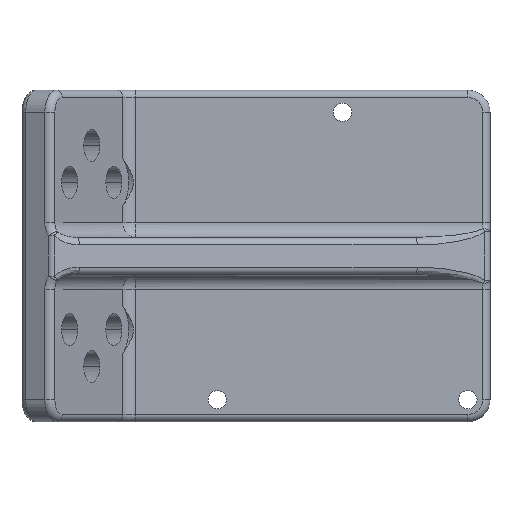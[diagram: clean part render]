
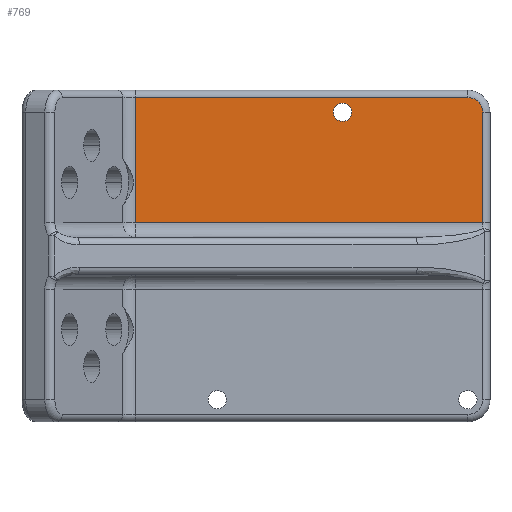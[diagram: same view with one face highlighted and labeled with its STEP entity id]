
A CAD part, front view. The second image highlights one B-rep face of the part: STEP entity #769.
In plain terms, the highlighted planar face has unit normal (0, -1, 0).
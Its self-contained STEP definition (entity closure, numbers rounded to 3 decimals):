
#27 = VERTEX_POINT ( 'NONE', #733 ) ;
#51 = VECTOR ( 'NONE', #1544, 1000. ) ;
#155 = DIRECTION ( 'NONE',  ( 0., 0., 1. ) ) ;
#170 = LINE ( 'NONE', #1941, #2324 ) ;
#286 = DIRECTION ( 'NONE',  ( 0., 0., 1. ) ) ;
#290 = DIRECTION ( 'NONE',  ( 0., 1., 0. ) ) ;
#321 = AXIS2_PLACEMENT_3D ( 'NONE', #2750, #1002, #286 ) ;
#367 = CIRCLE ( 'NONE', #1722, 2. ) ;
#503 = CARTESIAN_POINT ( 'NONE',  ( 58.434, -102.355, -10.5 ) ) ;
#543 = DIRECTION ( 'NONE',  ( 0., 1., 0. ) ) ;
#571 = VERTEX_POINT ( 'NONE', #1789 ) ;
#649 = EDGE_LOOP ( 'NONE', ( #1401, #1321, #919, #2428, #2817 ) ) ;
#652 = LINE ( 'NONE', #1936, #1119 ) ;
#681 = VERTEX_POINT ( 'NONE', #1879 ) ;
#733 = CARTESIAN_POINT ( 'NONE',  ( 77.434, -102.355, -10.5 ) ) ;
#756 = DIRECTION ( 'NONE',  ( 0., 0., 1. ) ) ;
#769 = ADVANCED_FACE ( 'NONE', ( #1004, #1210 ), #2099, .F. ) ;
#770 = CARTESIAN_POINT ( 'NONE',  ( -399956.894, -102.355, -7.5 ) ) ;
#864 = EDGE_CURVE ( 'NONE', #2708, #1247, #1700, .T. ) ;
#919 = ORIENTED_EDGE ( 'NONE', *, *, #1613, .T. ) ;
#1002 = DIRECTION ( 'NONE',  ( 0., 1., 0. ) ) ;
#1004 = FACE_BOUND ( 'NONE', #1706, .T. ) ;
#1049 = EDGE_CURVE ( 'NONE', #2855, #2708, #652, .T. ) ;
#1077 = CARTESIAN_POINT ( 'NONE',  ( 30.351, -102.355, -7.5 ) ) ;
#1119 = VECTOR ( 'NONE', #1695, 1000. ) ;
#1139 = CARTESIAN_POINT ( 'NONE',  ( 77.434, -102.355, -25.5 ) ) ;
#1204 = CARTESIAN_POINT ( 'NONE',  ( 78.434, -102.355, -25.5 ) ) ;
#1210 = FACE_OUTER_BOUND ( 'NONE', #649, .T. ) ;
#1247 = VERTEX_POINT ( 'NONE', #2429 ) ;
#1321 = ORIENTED_EDGE ( 'NONE', *, *, #1920, .T. ) ;
#1343 = AXIS2_PLACEMENT_3D ( 'NONE', #503, #290, #1393 ) ;
#1393 = DIRECTION ( 'NONE',  ( 0., 0., 1. ) ) ;
#1401 = ORIENTED_EDGE ( 'NONE', *, *, #1678, .T. ) ;
#1449 = CARTESIAN_POINT ( 'NONE',  ( 75.434, -102.355, -8.5 ) ) ;
#1478 = CIRCLE ( 'NONE', #1343, 1.25 ) ;
#1544 = DIRECTION ( 'NONE',  ( 0., 0., -1. ) ) ;
#1580 = CIRCLE ( 'NONE', #321, 1.25 ) ;
#1613 = EDGE_CURVE ( 'NONE', #27, #2855, #367, .T. ) ;
#1664 = EDGE_CURVE ( 'NONE', #681, #571, #1580, .T. ) ;
#1678 = EDGE_CURVE ( 'NONE', #1247, #2537, #2342, .T. ) ;
#1695 = DIRECTION ( 'NONE',  ( -1., 0., 0. ) ) ;
#1700 = LINE ( 'NONE', #1077, #51 ) ;
#1706 = EDGE_LOOP ( 'NONE', ( #2173, #2473 ) ) ;
#1722 = AXIS2_PLACEMENT_3D ( 'NONE', #2774, #2124, #756 ) ;
#1789 = CARTESIAN_POINT ( 'NONE',  ( 58.434, -102.355, -11.75 ) ) ;
#1864 = AXIS2_PLACEMENT_3D ( 'NONE', #770, #543, #1896 ) ;
#1879 = CARTESIAN_POINT ( 'NONE',  ( 58.434, -102.355, -9.25 ) ) ;
#1896 = DIRECTION ( 'NONE',  ( 0., 0., 1. ) ) ;
#1920 = EDGE_CURVE ( 'NONE', #2537, #27, #170, .T. ) ;
#1936 = CARTESIAN_POINT ( 'NONE',  ( -399956.894, -102.355, -8.5 ) ) ;
#1941 = CARTESIAN_POINT ( 'NONE',  ( 77.434, -102.355, -10.5 ) ) ;
#2099 = PLANE ( 'NONE',  #1864 ) ;
#2124 = DIRECTION ( 'NONE',  ( 0., -1., 0. ) ) ;
#2173 = ORIENTED_EDGE ( 'NONE', *, *, #1664, .T. ) ;
#2324 = VECTOR ( 'NONE', #155, 1000. ) ;
#2342 = LINE ( 'NONE', #1204, #2467 ) ;
#2428 = ORIENTED_EDGE ( 'NONE', *, *, #1049, .T. ) ;
#2429 = CARTESIAN_POINT ( 'NONE',  ( 30.351, -102.355, -25.5 ) ) ;
#2467 = VECTOR ( 'NONE', #2729, 1000. ) ;
#2473 = ORIENTED_EDGE ( 'NONE', *, *, #2620, .T. ) ;
#2501 = CARTESIAN_POINT ( 'NONE',  ( 30.351, -102.355, -8.5 ) ) ;
#2537 = VERTEX_POINT ( 'NONE', #1139 ) ;
#2620 = EDGE_CURVE ( 'NONE', #571, #681, #1478, .T. ) ;
#2708 = VERTEX_POINT ( 'NONE', #2501 ) ;
#2729 = DIRECTION ( 'NONE',  ( 1., 0., 0. ) ) ;
#2750 = CARTESIAN_POINT ( 'NONE',  ( 58.434, -102.355, -10.5 ) ) ;
#2774 = CARTESIAN_POINT ( 'NONE',  ( 75.434, -102.355, -10.5 ) ) ;
#2817 = ORIENTED_EDGE ( 'NONE', *, *, #864, .T. ) ;
#2855 = VERTEX_POINT ( 'NONE', #1449 ) ;
